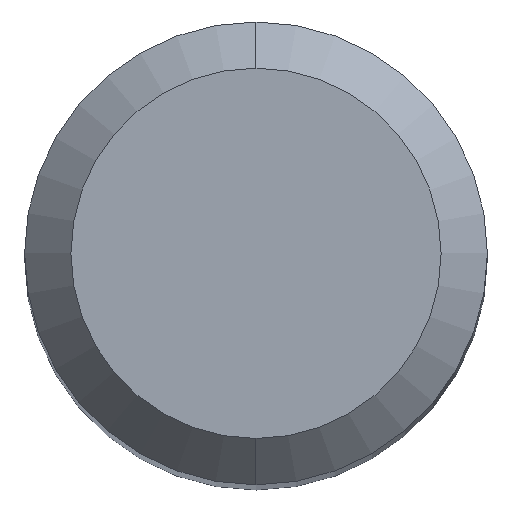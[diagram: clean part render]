
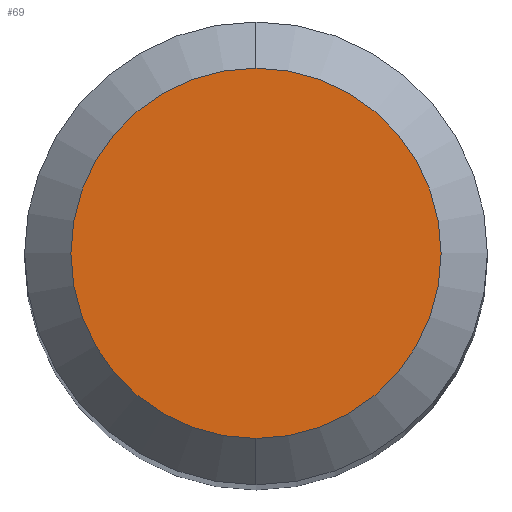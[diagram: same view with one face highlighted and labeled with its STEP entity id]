
A CAD part, top view. The second image highlights one B-rep face of the part: STEP entity #69.
In plain terms, the highlighted planar face has unit normal (0, 0, 1).
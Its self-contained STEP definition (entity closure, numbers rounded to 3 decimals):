
#69=ADVANCED_FACE('',(#147),#148,.T.);
#147=FACE_OUTER_BOUND('',#235,.T.);
#148=PLANE('',#236);
#235=EDGE_LOOP('',(#345,#346));
#236=AXIS2_PLACEMENT_3D('',#347,#348,#349);
#345=ORIENTED_EDGE('',*,*,#453,.F.);
#346=ORIENTED_EDGE('',*,*,#470,.F.);
#347=CARTESIAN_POINT('',(0.,1.2,36.0));
#348=DIRECTION('',(0.,0.0,1.0));
#349=DIRECTION('',(0.0,-1.0,0.0));
#453=EDGE_CURVE('',#529,#531,#532,.T.);
#470=EDGE_CURVE('',#531,#529,#553,.T.);
#529=VERTEX_POINT('',#607);
#531=VERTEX_POINT('',#610);
#532=CIRCLE('',#611,2.4);
#553=CIRCLE('',#637,2.4);
#607=CARTESIAN_POINT('',(0.,2.4,36.0));
#610=CARTESIAN_POINT('',(0.,-2.4,36.0));
#611=AXIS2_PLACEMENT_3D('',#683,#684,#685);
#637=AXIS2_PLACEMENT_3D('',#706,#707,#708);
#683=CARTESIAN_POINT('',(0.,0.,36.0));
#684=DIRECTION('',(0.,0.0,-1.0));
#685=DIRECTION('',(0.0,1.0,0.0));
#706=CARTESIAN_POINT('',(0.,0.,36.0));
#707=DIRECTION('',(0.,0.0,-1.0));
#708=DIRECTION('',(0.0,1.0,0.0));
